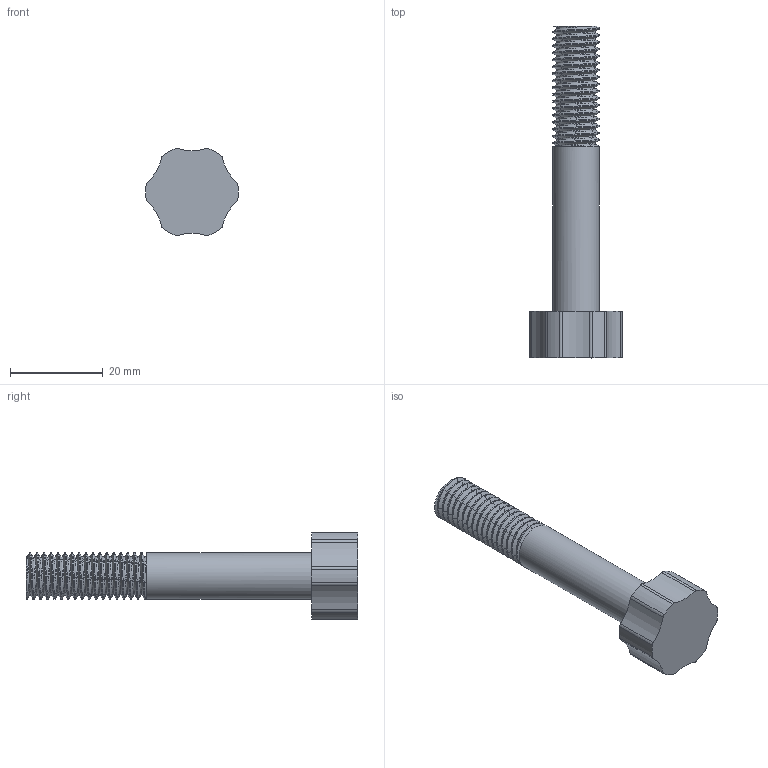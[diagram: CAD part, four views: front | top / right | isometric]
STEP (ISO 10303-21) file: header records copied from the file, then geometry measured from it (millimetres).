
FILE_DESCRIPTION(/* description */ (''),/* implementation_level */ '2;1');
FILE_NAME(/* name */ 'Bolt.step',/* time_stamp */ '2022-02-16T20:15:27-05:00',/* author */ (''),/* organization */ (''),/* preprocessor_version */ 'ST-DEVELOPER v18.1',/* originating_system */ 'Autodesk Translation Framework v10.13.0.1454',/* authorisation */ '');
FILE_SCHEMA (('AUTOMOTIVE_DESIGN { 1 0 10303 214 3 1 1 }'));
Length unit declared in the file: millimetre
Products named in the file (1): Bolt
Bounding box: 19.97 x 71.5 x 18.76 mm (x, y, z)
Volume: 7341.1 mm3; surface area: 3517.1 mm2
Topology: 1 solids, 1 shells, 421 faces, 1009 edges, 591 vertices
Faces by surface type: bspline 371, cylinder 44, plane 6
Full cylindrical faces by diameter (mm): 8.4 x17, 10 x1
Entity records: 20269 total; most frequent: CARTESIAN_POINT 13506, ORIENTED_EDGE 2018, EDGE_CURVE 1009, B_SPLINE_CURVE_WITH_KNOTS 910, VERTEX_POINT 591, EDGE_LOOP 422, FACE_OUTER_BOUND 421, ADVANCED_FACE 421
